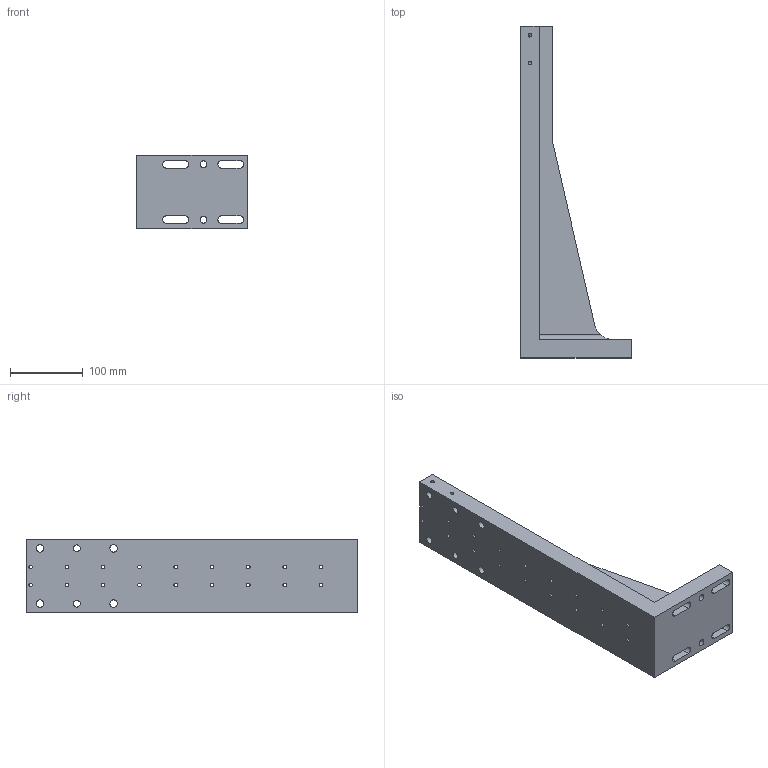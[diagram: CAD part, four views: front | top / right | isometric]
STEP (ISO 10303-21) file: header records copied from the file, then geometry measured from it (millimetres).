
FILE_DESCRIPTION(/* description */ ('NP2 ANGLE PLATE, ALTERED MISUMI PART'),/* implementation_level */ '2;1');
FILE_NAME(/* name */ 'J009946 NP2 U-AIKK18 ANGLE PLATE AI Rev -.stp',/* time_stamp */ '2021-08-01T15:40:33-04:00',/* author */ ('arnoldj'),/* organization */ (''),/* preprocessor_version */ 'ST-DEVELOPER v18',/* originating_system */ 'Autodesk Inventor 2020',/* authorisation */ '');
FILE_SCHEMA (('AUTOMOTIVE_DESIGN { 1 0 10303 214 3 1 1 }'));
Length unit declared in the file: inch
Products named in the file (1): J009946
Bounding box: 152.4 x 457.2 x 101.6 mm (x, y, z)
Volume: 1766496.8 mm3; surface area: 203217.5 mm2
Topology: 1 solids, 1 shells, 67 faces, 225 edges, 158 vertices
Faces by surface type: cylinder 42, plane 21, cone 4
Full cylindrical faces by diameter (mm): 4.978 x22, 9.525 x4, 10.312 x4
Entity records: 2828 total; most frequent: CARTESIAN_POINT 533, DIRECTION 463, ORIENTED_EDGE 442, EDGE_CURVE 221, AXIS2_PLACEMENT_3D 180, VERTEX_POINT 158, EDGE_LOOP 133, CIRCLE 112
